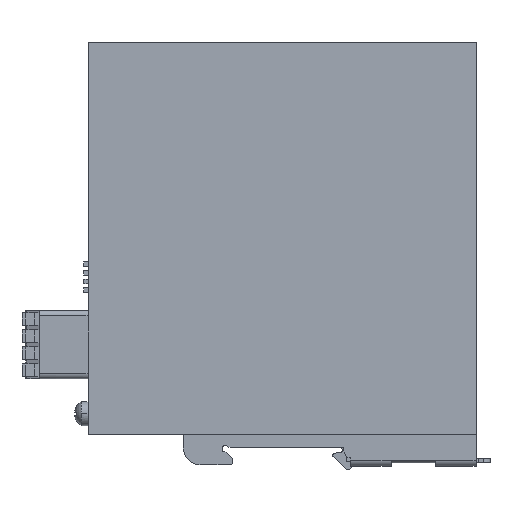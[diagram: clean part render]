
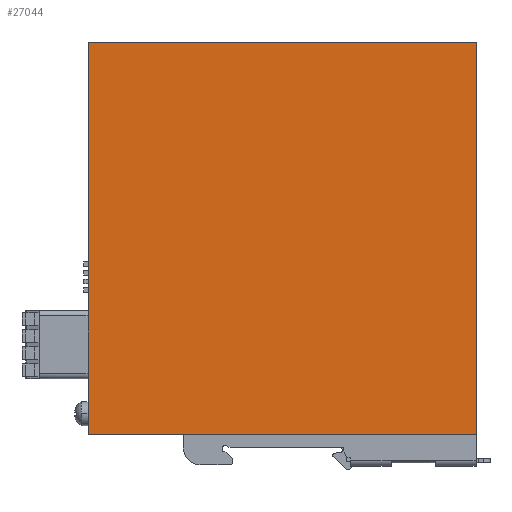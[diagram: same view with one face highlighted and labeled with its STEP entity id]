
A CAD part, left-side view. The second image highlights one B-rep face of the part: STEP entity #27044.
In plain terms, the highlighted planar face has unit normal (-1, 0, 0).
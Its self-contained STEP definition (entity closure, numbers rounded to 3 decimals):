
#27024=AXIS2_PLACEMENT_3D('Plane Axis2P3D',#27021,#27022,#27023) ;
#6146=CARTESIAN_POINT('Vertex',(0.,118.,125.4)) ;
#6160=CARTESIAN_POINT('Vertex',(0.,118.,10.4)) ;
#6163=CARTESIAN_POINT('Line Origine',(0.,118.,67.9)) ;
#26949=CARTESIAN_POINT('Line Origine',(0.,61.,125.4)) ;
#26953=CARTESIAN_POINT('Vertex',(0.,4.,125.4)) ;
#27021=CARTESIAN_POINT('Axis2P3D Location',(0.,118.,10.4)) ;
#27026=CARTESIAN_POINT('Line Origine',(0.,4.,67.9)) ;
#27030=CARTESIAN_POINT('Vertex',(0.,4.,10.4)) ;
#27033=CARTESIAN_POINT('Line Origine',(0.,61.,10.4)) ;
#6164=DIRECTION('Vector Direction',(0.,0.,1.)) ;
#26950=DIRECTION('Vector Direction',(0.,-1.,0.)) ;
#27022=DIRECTION('Axis2P3D Direction',(-1.,0.,0.)) ;
#27023=DIRECTION('Axis2P3D XDirection',(0.,-1.,0.)) ;
#27027=DIRECTION('Vector Direction',(0.,0.,1.)) ;
#27034=DIRECTION('Vector Direction',(0.,-1.,0.)) ;
#6165=VECTOR('Line Direction',#6164,1.) ;
#26951=VECTOR('Line Direction',#26950,1.) ;
#27028=VECTOR('Line Direction',#27027,1.) ;
#27035=VECTOR('Line Direction',#27034,1.) ;
#27039=ORIENTED_EDGE('',*,*,#27032,.F.) ;
#27040=ORIENTED_EDGE('',*,*,#26955,.F.) ;
#27041=ORIENTED_EDGE('',*,*,#6167,.T.) ;
#27042=ORIENTED_EDGE('',*,*,#27037,.F.) ;
#27044=ADVANCED_FACE('SWITCH',(#27043),#27025,.T.) ;
#6167=EDGE_CURVE('',#6147,#6161,#6166,.F.) ;
#26955=EDGE_CURVE('',#6147,#26954,#26952,.T.) ;
#27032=EDGE_CURVE('',#26954,#27031,#27029,.F.) ;
#27037=EDGE_CURVE('',#27031,#6161,#27036,.F.) ;
#27038=EDGE_LOOP('',(#27039,#27040,#27041,#27042)) ;
#27043=FACE_OUTER_BOUND('',#27038,.T.) ;
#6166=LINE('Line',#6163,#6165) ;
#26952=LINE('Line',#26949,#26951) ;
#27029=LINE('Line',#27026,#27028) ;
#27036=LINE('Line',#27033,#27035) ;
#27025=PLANE('',#27024) ;
#6147=VERTEX_POINT('',#6146) ;
#6161=VERTEX_POINT('',#6160) ;
#26954=VERTEX_POINT('',#26953) ;
#27031=VERTEX_POINT('',#27030) ;
